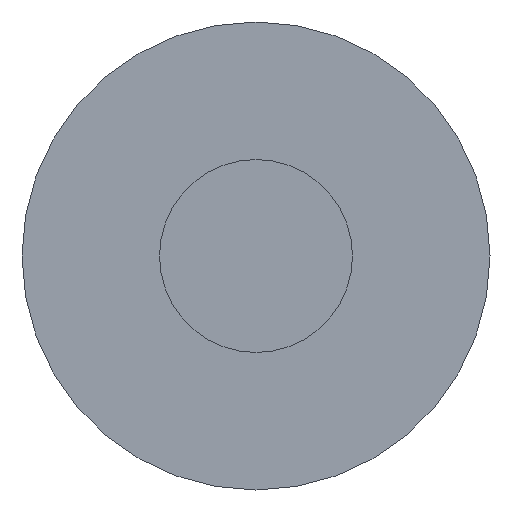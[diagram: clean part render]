
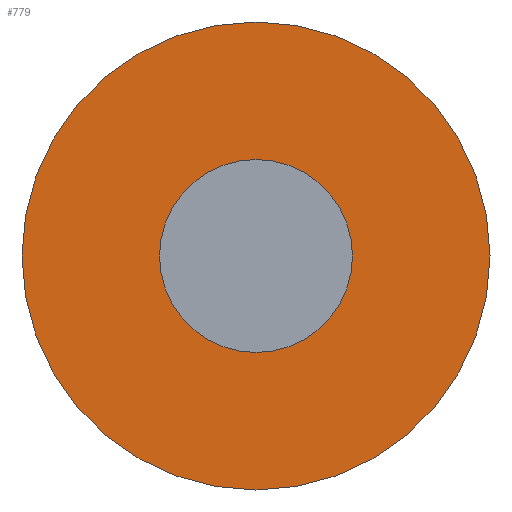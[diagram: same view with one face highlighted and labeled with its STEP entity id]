
A CAD part, left-side view. The second image highlights one B-rep face of the part: STEP entity #779.
In plain terms, the highlighted planar face has unit normal (-1, 0, 0).
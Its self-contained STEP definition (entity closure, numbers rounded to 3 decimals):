
#28 = AXIS2_PLACEMENT_3D ( 'NONE', #1020, #787, #43 ) ;
#32 = EDGE_LOOP ( 'NONE', ( #584, #693 ) ) ;
#37 = EDGE_CURVE ( 'NONE', #765, #374, #200, .T. ) ;
#40 = DIRECTION ( 'NONE',  ( 0., 0., -1. ) ) ;
#43 = DIRECTION ( 'NONE',  ( 0., 0., 1. ) ) ;
#60 = VERTEX_POINT ( 'NONE', #174 ) ;
#74 = DIRECTION ( 'NONE',  ( 1., 0., 0. ) ) ;
#155 = AXIS2_PLACEMENT_3D ( 'NONE', #919, #299, #40 ) ;
#158 = CARTESIAN_POINT ( 'NONE',  ( 1.5, 0., 0. ) ) ;
#174 = CARTESIAN_POINT ( 'NONE',  ( 1.5, 0., 48.5 ) ) ;
#200 = CIRCLE ( 'NONE', #28, 20. ) ;
#223 = AXIS2_PLACEMENT_3D ( 'NONE', #158, #74, #484 ) ;
#234 = ORIENTED_EDGE ( 'NONE', *, *, #908, .T. ) ;
#242 = CIRCLE ( 'NONE', #312, 20. ) ;
#288 = PLANE ( 'NONE',  #155 ) ;
#292 = ORIENTED_EDGE ( 'NONE', *, *, #37, .T. ) ;
#299 = DIRECTION ( 'NONE',  ( 1., 0., 0. ) ) ;
#312 = AXIS2_PLACEMENT_3D ( 'NONE', #722, #628, #549 ) ;
#336 = CARTESIAN_POINT ( 'NONE',  ( 1.5, 0., 0. ) ) ;
#374 = VERTEX_POINT ( 'NONE', #867 ) ;
#447 = FACE_BOUND ( 'NONE', #685, .T. ) ;
#484 = DIRECTION ( 'NONE',  ( 0., 0., 1. ) ) ;
#513 = DIRECTION ( 'NONE',  ( 0., 0., 1. ) ) ;
#549 = DIRECTION ( 'NONE',  ( 0., 0., 1. ) ) ;
#584 = ORIENTED_EDGE ( 'NONE', *, *, #924, .F. ) ;
#628 = DIRECTION ( 'NONE',  ( 1., 0., 0. ) ) ;
#665 = VERTEX_POINT ( 'NONE', #1017 ) ;
#672 = CIRCLE ( 'NONE', #223, 48.5 ) ;
#685 = EDGE_LOOP ( 'NONE', ( #234, #292 ) ) ;
#693 = ORIENTED_EDGE ( 'NONE', *, *, #717, .F. ) ;
#717 = EDGE_CURVE ( 'NONE', #665, #60, #834, .T. ) ;
#722 = CARTESIAN_POINT ( 'NONE',  ( 1.5, 0., 0. ) ) ;
#744 = CARTESIAN_POINT ( 'NONE',  ( 1.5, 0., -20. ) ) ;
#765 = VERTEX_POINT ( 'NONE', #744 ) ;
#779 = ADVANCED_FACE ( 'NONE', ( #447, #1000 ), #288, .F. ) ;
#787 = DIRECTION ( 'NONE',  ( 1., 0., 0. ) ) ;
#795 = AXIS2_PLACEMENT_3D ( 'NONE', #336, #973, #513 ) ;
#834 = CIRCLE ( 'NONE', #795, 48.5 ) ;
#867 = CARTESIAN_POINT ( 'NONE',  ( 1.5, 0., 20. ) ) ;
#908 = EDGE_CURVE ( 'NONE', #374, #765, #242, .T. ) ;
#919 = CARTESIAN_POINT ( 'NONE',  ( 1.5, 20., 0. ) ) ;
#924 = EDGE_CURVE ( 'NONE', #60, #665, #672, .T. ) ;
#973 = DIRECTION ( 'NONE',  ( 1., 0., 0. ) ) ;
#1000 = FACE_OUTER_BOUND ( 'NONE', #32, .T. ) ;
#1017 = CARTESIAN_POINT ( 'NONE',  ( 1.5, 0., -48.5 ) ) ;
#1020 = CARTESIAN_POINT ( 'NONE',  ( 1.5, 0., 0. ) ) ;
